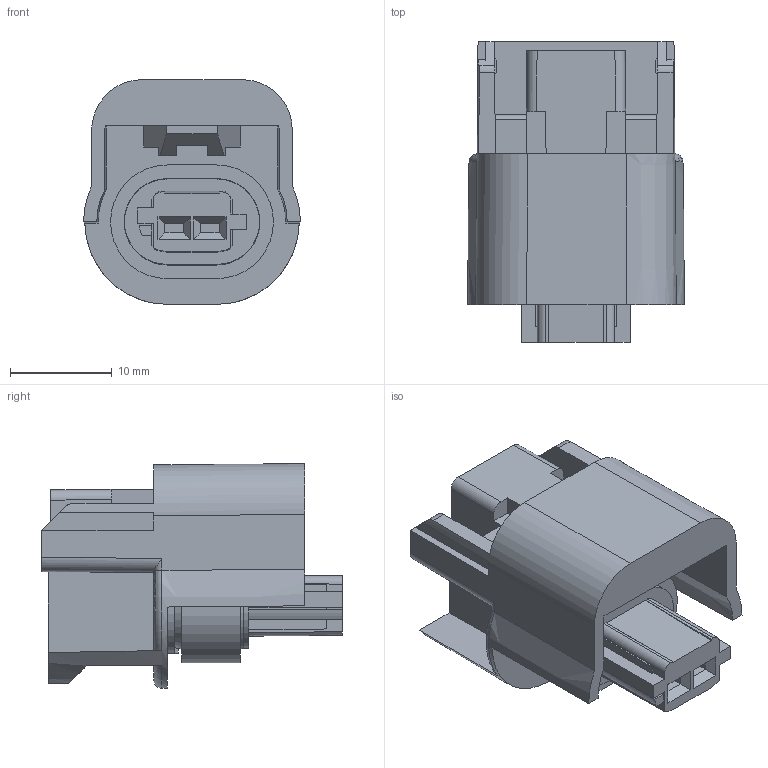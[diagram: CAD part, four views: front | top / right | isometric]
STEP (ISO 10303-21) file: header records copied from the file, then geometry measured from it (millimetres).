
FILE_DESCRIPTION(/* description */ (''),/* implementation_level */ '2;1');
FILE_NAME(/* name */ '13523048-ENV10_02-CONN.stp',/* time_stamp */ '2021-11-18T19:01:33+06:00',/* author */ (''),/* organization */ (''),/* preprocessor_version */ 'ST-DEVELOPER v16',/* originating_system */ 'SIEMENS PLM Software NX 11.0',/* authorisation */ '');
FILE_SCHEMA (('AP203_CONFIGURATION_CONTROLLED_3D_DESIGN_OF_MECHANICAL_PARTS_AND_ASSEMBLIES_MIM_LF { 1 0 10303 403 2 1 2}'));
Length unit declared in the file: millimetre
Products named in the file (1): hjcv30FCE22Ers3i
Bounding box: 21.34 x 29.6 x 22.12 mm (x, y, z)
Volume: 5586.9 mm3; surface area: 4453.1 mm2
Topology: 1 solids, 2 shells, 251 faces, 702 edges, 460 vertices
Faces by surface type: plane 206, cylinder 24, cone 17, torus 4
Entity records: 8311 total; most frequent: CARTESIAN_POINT 1729, ORIENTED_EDGE 1404, DIRECTION 1264, EDGE_CURVE 702, LINE 568, VECTOR 568, VERTEX_POINT 460, AXIS2_PLACEMENT_3D 348
